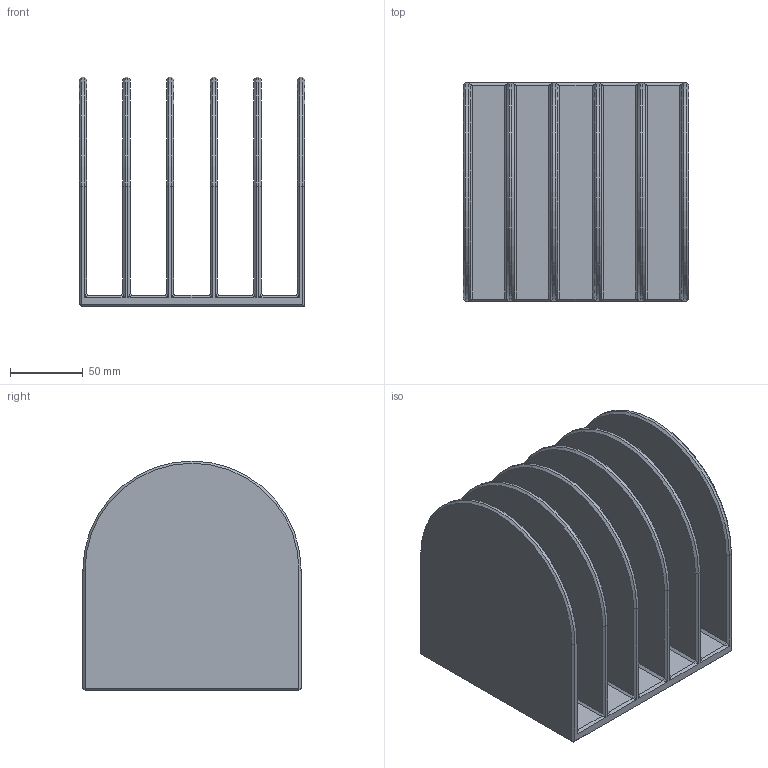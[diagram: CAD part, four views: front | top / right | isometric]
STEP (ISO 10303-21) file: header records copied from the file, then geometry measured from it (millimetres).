
FILE_DESCRIPTION(/* description */ (''),/* implementation_level */ '2;1');
FILE_NAME(/* name */ 'Parametric Laptop Dock v1.step',/* time_stamp */ '2024-04-13T00:52:43-07:00',/* author */ (''),/* organization */ (''),/* preprocessor_version */ 'ST-DEVELOPER v20',/* originating_system */ 'Autodesk Translation Framework v12.14.0.127',/* authorisation */ '');
FILE_SCHEMA (('AUTOMOTIVE_DESIGN { 1 0 10303 214 3 1 1 }'));
Length unit declared in the file: millimetre
Products named in the file (1): Parametric Laptop Dock
Bounding box: 155 x 150 x 158 mm (x, y, z)
Volume: 784201.7 mm3; surface area: 293476.2 mm2
Topology: 1 solids, 1 shells, 107 faces, 223 edges, 118 vertices
Faces by surface type: plane 89, cone 12, cylinder 6
Entity records: 2718 total; most frequent: DIRECTION 463, CARTESIAN_POINT 449, ORIENTED_EDGE 446, EDGE_CURVE 223, LINE 199, VECTOR 199, AXIS2_PLACEMENT_3D 132, VERTEX_POINT 118
